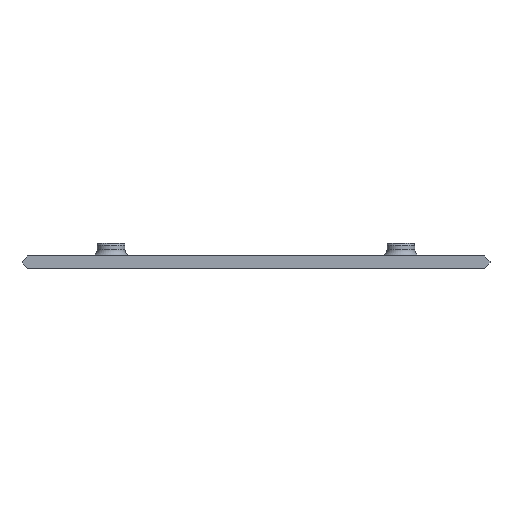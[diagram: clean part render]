
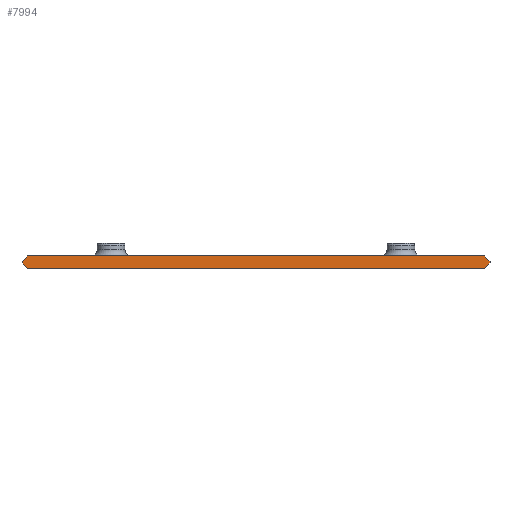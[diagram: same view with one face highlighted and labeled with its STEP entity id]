
A CAD part, front view. The second image highlights one B-rep face of the part: STEP entity #7994.
In plain terms, the highlighted planar face has unit normal (0, -1, 0).
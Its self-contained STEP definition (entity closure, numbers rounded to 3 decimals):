
#205=LINE('',#10718,#1253);
#709=LINE('',#11780,#1757);
#712=LINE('',#11785,#1760);
#713=LINE('',#11787,#1761);
#718=LINE('',#11806,#1766);
#719=LINE('',#11808,#1767);
#720=LINE('',#11810,#1768);
#721=LINE('',#11811,#1769);
#1253=VECTOR('',#8717,10.);
#1757=VECTOR('',#9629,10.);
#1760=VECTOR('',#9634,10.);
#1761=VECTOR('',#9637,10.);
#1766=VECTOR('',#9660,10.);
#1767=VECTOR('',#9661,10.);
#1768=VECTOR('',#9662,10.);
#1769=VECTOR('',#9663,10.);
#2470=PLANE('',#8445);
#2838=FACE_OUTER_BOUND('',#3269,.T.);
#3269=EDGE_LOOP('',(#6453,#6454,#6455,#6456,#6457,#6458,#6459,#6460));
#3667=VERTEX_POINT('',#10715);
#3668=VERTEX_POINT('',#10717);
#4021=VERTEX_POINT('',#11777);
#4022=VERTEX_POINT('',#11779);
#4023=VERTEX_POINT('',#11783);
#4028=VERTEX_POINT('',#11805);
#4029=VERTEX_POINT('',#11807);
#4030=VERTEX_POINT('',#11809);
#4416=EDGE_CURVE('',#3668,#3667,#205,.T.);
#4945=EDGE_CURVE('',#4022,#4021,#709,.T.);
#4948=EDGE_CURVE('',#4021,#4023,#712,.T.);
#4949=EDGE_CURVE('',#4023,#3668,#713,.T.);
#4958=EDGE_CURVE('',#3667,#4028,#718,.T.);
#4959=EDGE_CURVE('',#4028,#4029,#719,.T.);
#4960=EDGE_CURVE('',#4029,#4030,#720,.T.);
#4961=EDGE_CURVE('',#4030,#4022,#721,.T.);
#6453=ORIENTED_EDGE('',*,*,#4416,.T.);
#6454=ORIENTED_EDGE('',*,*,#4958,.T.);
#6455=ORIENTED_EDGE('',*,*,#4959,.T.);
#6456=ORIENTED_EDGE('',*,*,#4960,.T.);
#6457=ORIENTED_EDGE('',*,*,#4961,.T.);
#6458=ORIENTED_EDGE('',*,*,#4945,.T.);
#6459=ORIENTED_EDGE('',*,*,#4948,.T.);
#6460=ORIENTED_EDGE('',*,*,#4949,.T.);
#7994=ADVANCED_FACE('',(#2838),#2470,.T.);
#8445=AXIS2_PLACEMENT_3D('',#11804,#9658,#9659);
#8717=DIRECTION('',(-1.,0.,0.));
#9629=DIRECTION('',(0.707,0.,0.707));
#9634=DIRECTION('',(0.,0.,1.));
#9637=DIRECTION('',(-0.707,0.,0.707));
#9658=DIRECTION('center_axis',(0.,-1.,0.));
#9659=DIRECTION('ref_axis',(0.,0.,-1.));
#9660=DIRECTION('',(-0.707,0.,-0.707));
#9661=DIRECTION('',(0.,0.,-1.));
#9662=DIRECTION('',(0.707,0.,-0.707));
#9663=DIRECTION('',(1.,0.,0.));
#10715=CARTESIAN_POINT('',(-72.5,-15.,2.));
#10717=CARTESIAN_POINT('',(72.5,-15.,2.));
#10718=CARTESIAN_POINT('',(-72.5,-15.,2.));
#11777=CARTESIAN_POINT('',(74.3,-15.,-0.2));
#11779=CARTESIAN_POINT('',(72.5,-15.,-2.));
#11780=CARTESIAN_POINT('',(74.3,-15.,-0.2));
#11783=CARTESIAN_POINT('',(74.3,-15.,0.2));
#11785=CARTESIAN_POINT('',(74.3,-15.,0.2));
#11787=CARTESIAN_POINT('',(72.5,-15.,2.));
#11804=CARTESIAN_POINT('Origin',(0.,-15.,0.));
#11805=CARTESIAN_POINT('',(-74.3,-15.,0.2));
#11806=CARTESIAN_POINT('',(-72.5,-15.,2.));
#11807=CARTESIAN_POINT('',(-74.3,-15.,-0.2));
#11808=CARTESIAN_POINT('',(-74.3,-15.,0.));
#11809=CARTESIAN_POINT('',(-72.5,-15.,-2.));
#11810=CARTESIAN_POINT('',(-74.3,-15.,-0.2));
#11811=CARTESIAN_POINT('',(72.5,-15.,-2.));
